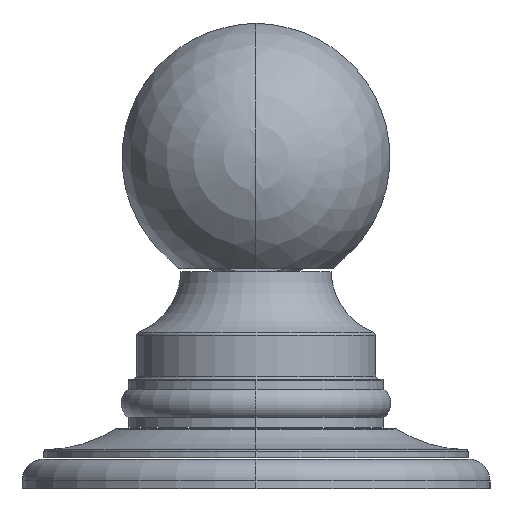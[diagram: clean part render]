
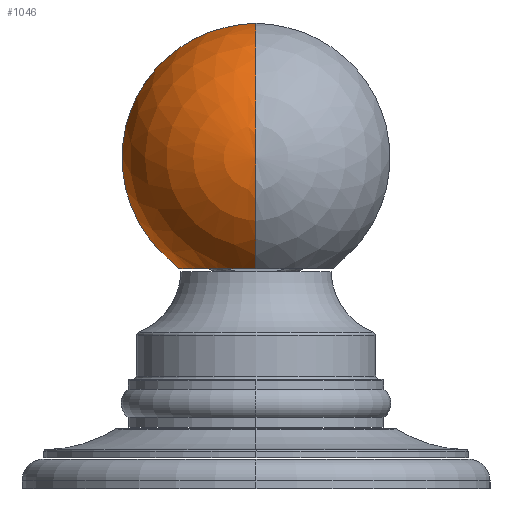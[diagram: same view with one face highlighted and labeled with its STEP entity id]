
A CAD part, left-side view. The second image highlights one B-rep face of the part: STEP entity #1046.
In plain terms, the highlighted spherical face has radius 21.971 mm.
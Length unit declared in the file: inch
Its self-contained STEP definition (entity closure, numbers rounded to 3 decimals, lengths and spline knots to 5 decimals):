
#741=CARTESIAN_POINT('',(-15.50591,0.,2.12257));
#742=DIRECTION('',(1.,0.,0.));
#743=DIRECTION('',(0.,1.,0.));
#744=AXIS2_PLACEMENT_3D('',#741,#742,#743);
#746=CARTESIAN_POINT('',(-16.,0.,1.40982));
#747=DIRECTION('',(0.,0.,-1.));
#748=DIRECTION('',(-1.,0.,0.));
#749=AXIS2_PLACEMENT_3D('',#746,#747,#748);
#751=CARTESIAN_POINT('',(-16.,0.,1.40982));
#752=DIRECTION('',(0.,0.,-1.));
#753=DIRECTION('',(0.,1.,0.));
#754=AXIS2_PLACEMENT_3D('',#751,#752,#753);
#756=CARTESIAN_POINT('',(-15.50591,0.,2.12257));
#757=DIRECTION('',(1.,0.,0.));
#758=DIRECTION('',(0.,0.,-1.));
#759=AXIS2_PLACEMENT_3D('',#756,#757,#758);
#771=CARTESIAN_POINT('',(-16.,0.,2.12257));
#772=DIRECTION('',(0.,-1.,0.));
#773=DIRECTION('',(0.567,0.,-0.824));
#774=AXIS2_PLACEMENT_3D('',#771,#772,#773);
#781=CARTESIAN_POINT('',(-16.,0.,2.12257));
#782=DIRECTION('',(0.,-1.,0.));
#783=DIRECTION('',(-1.,0.,0.));
#784=AXIS2_PLACEMENT_3D('',#781,#782,#783);
#786=CARTESIAN_POINT('',(-16.,0.,2.12257));
#787=DIRECTION('',(0.,1.,0.));
#788=DIRECTION('',(-1.,0.,0.));
#789=AXIS2_PLACEMENT_3D('',#786,#787,#788);
#941=CARTESIAN_POINT('',(-15.5099,0.,1.40982));
#942=CARTESIAN_POINT('',(-16.,0.4901,1.40982));
#943=VERTEX_POINT('',#941);
#944=VERTEX_POINT('',#942);
#945=CARTESIAN_POINT('',(-16.4901,0.,1.40982));
#946=VERTEX_POINT('',#945);
#947=CARTESIAN_POINT('',(-16.865,0.,2.12257));
#948=VERTEX_POINT('',#947);
#985=CARTESIAN_POINT('',(-15.50591,0.71,2.12257));
#986=CARTESIAN_POINT('',(-15.50591,0.,2.83257));
#987=VERTEX_POINT('',#985);
#988=VERTEX_POINT('',#986);
#989=CARTESIAN_POINT('',(-15.50591,0.,1.41257));
#990=VERTEX_POINT('',#989);
#1025=CARTESIAN_POINT('',(-16.,0.,2.12257));
#1026=DIRECTION('',(-1.,0.,0.));
#1027=DIRECTION('',(0.,0.,-1.));
#1028=AXIS2_PLACEMENT_3D('',#1025,#1026,#1027);
#1029=SPHERICAL_SURFACE('',#1028,0.865);
#1031=ORIENTED_EDGE('',*,*,#1030,.T.);
#1033=ORIENTED_EDGE('',*,*,#1032,.F.);
#1035=ORIENTED_EDGE('',*,*,#1034,.T.);
#1037=ORIENTED_EDGE('',*,*,#1036,.T.);
#1039=ORIENTED_EDGE('',*,*,#1038,.T.);
#1041=ORIENTED_EDGE('',*,*,#1040,.T.);
#1043=ORIENTED_EDGE('',*,*,#1042,.T.);
#1044=EDGE_LOOP('',(#1031,#1033,#1035,#1037,#1039,#1041,#1043));
#1045=FACE_OUTER_BOUND('',#1044,.F.);
#1046=ADVANCED_FACE('',(#1045),#1029,.T.);
#745=CIRCLE('',#744,0.71);
#750=CIRCLE('',#749,0.4901);
#755=CIRCLE('',#754,0.4901);
#760=CIRCLE('',#759,0.71);
#775=CIRCLE('',#774,0.865);
#785=CIRCLE('',#784,0.865);
#790=CIRCLE('',#789,0.865);
#1030=EDGE_CURVE('',#987,#988,#745,.T.);
#1032=EDGE_CURVE('',#948,#988,#790,.T.);
#1034=EDGE_CURVE('',#948,#946,#785,.T.);
#1036=EDGE_CURVE('',#946,#944,#750,.T.);
#1038=EDGE_CURVE('',#944,#943,#755,.T.);
#1040=EDGE_CURVE('',#943,#990,#775,.T.);
#1042=EDGE_CURVE('',#990,#987,#760,.T.);
